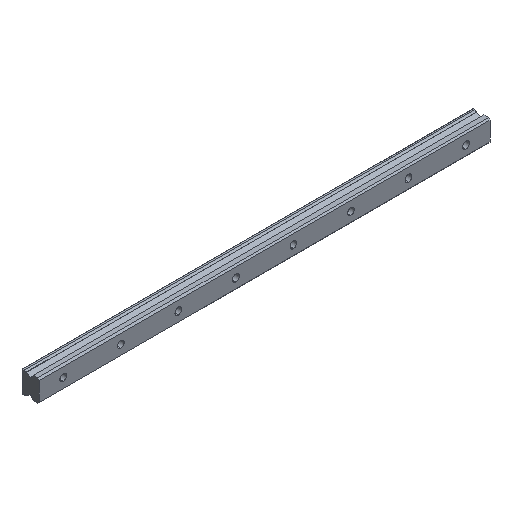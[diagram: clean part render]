
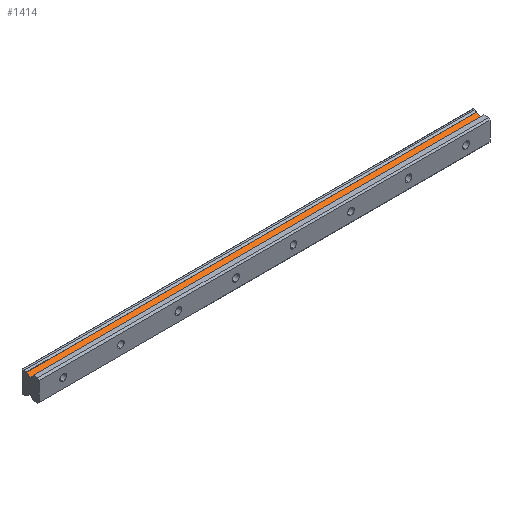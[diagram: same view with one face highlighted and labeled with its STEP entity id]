
A CAD part, isometric view. The second image highlights one B-rep face of the part: STEP entity #1414.
In plain terms, the highlighted planar face has unit normal (0, -0.499, 0.867).
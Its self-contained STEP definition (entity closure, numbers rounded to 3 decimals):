
#168 = VERTEX_POINT ( 'NONE', #2102 ) ;
#195 = EDGE_CURVE ( 'NONE', #526, #168, #1686, .T. ) ;
#265 = VERTEX_POINT ( 'NONE', #1346 ) ;
#304 = DIRECTION ( 'NONE',  ( 0., 0.499, -0.866 ) ) ;
#323 = VECTOR ( 'NONE', #1370, 1000. ) ;
#475 = DIRECTION ( 'NONE',  ( -1., 0., 0. ) ) ;
#525 = EDGE_CURVE ( 'NONE', #168, #265, #1968, .T. ) ;
#526 = VERTEX_POINT ( 'NONE', #1947 ) ;
#596 = ORIENTED_EDGE ( 'NONE', *, *, #923, .F. ) ;
#721 = CARTESIAN_POINT ( 'NONE',  ( -25., 13.68, 10.315 ) ) ;
#729 = DIRECTION ( 'NONE',  ( 0., -0.866, -0.499 ) ) ;
#798 = DIRECTION ( 'NONE',  ( 1., 0., 0. ) ) ;
#810 = PLANE ( 'NONE',  #2050 ) ;
#812 = CARTESIAN_POINT ( 'NONE',  ( 445., 13.68, 10.315 ) ) ;
#827 = CARTESIAN_POINT ( 'NONE',  ( 445., 13.68, 10.315 ) ) ;
#923 = EDGE_CURVE ( 'NONE', #1767, #526, #1295, .T. ) ;
#972 = DIRECTION ( 'NONE',  ( 0., 0.866, 0.499 ) ) ;
#1047 = VECTOR ( 'NONE', #729, 1000. ) ;
#1100 = CARTESIAN_POINT ( 'NONE',  ( 445., 9.514, 7.915 ) ) ;
#1295 = LINE ( 'NONE', #812, #1987 ) ;
#1346 = CARTESIAN_POINT ( 'NONE',  ( -25., 9.514, 7.915 ) ) ;
#1370 = DIRECTION ( 'NONE',  ( 0., -0.866, -0.499 ) ) ;
#1414 = ADVANCED_FACE ( 'NONE', ( #1962 ), #810, .F. ) ;
#1646 = EDGE_LOOP ( 'NONE', ( #1713, #1654, #596, #1856 ) ) ;
#1654 = ORIENTED_EDGE ( 'NONE', *, *, #195, .F. ) ;
#1686 = LINE ( 'NONE', #827, #323 ) ;
#1713 = ORIENTED_EDGE ( 'NONE', *, *, #525, .F. ) ;
#1718 = VECTOR ( 'NONE', #475, 1000. ) ;
#1767 = VERTEX_POINT ( 'NONE', #2000 ) ;
#1856 = ORIENTED_EDGE ( 'NONE', *, *, #1872, .T. ) ;
#1872 = EDGE_CURVE ( 'NONE', #1767, #265, #1907, .T. ) ;
#1907 = LINE ( 'NONE', #721, #1047 ) ;
#1947 = CARTESIAN_POINT ( 'NONE',  ( 445., 13.68, 10.315 ) ) ;
#1962 = FACE_OUTER_BOUND ( 'NONE', #1646, .T. ) ;
#1968 = LINE ( 'NONE', #1100, #1718 ) ;
#1983 = CARTESIAN_POINT ( 'NONE',  ( 445., 13.68, 10.315 ) ) ;
#1987 = VECTOR ( 'NONE', #798, 1000. ) ;
#2000 = CARTESIAN_POINT ( 'NONE',  ( -25., 13.68, 10.315 ) ) ;
#2050 = AXIS2_PLACEMENT_3D ( 'NONE', #1983, #304, #972 ) ;
#2102 = CARTESIAN_POINT ( 'NONE',  ( 445., 9.514, 7.915 ) ) ;
